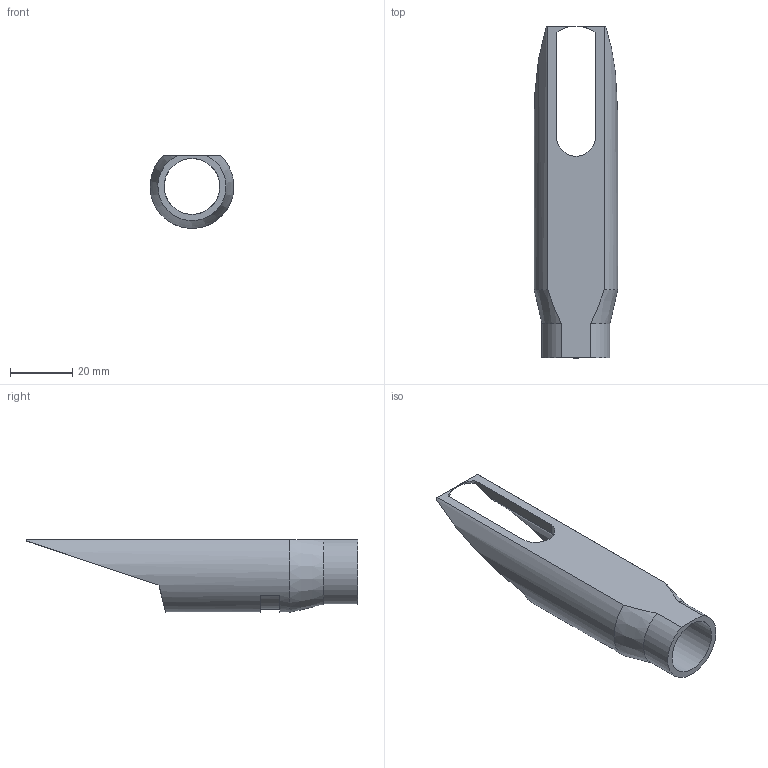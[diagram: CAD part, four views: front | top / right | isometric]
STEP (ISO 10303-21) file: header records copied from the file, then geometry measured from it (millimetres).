
FILE_DESCRIPTION(/* description */ (''),/* implementation_level */ '2;1');
FILE_NAME(/* name */ 'mouthpiece v1.step',/* time_stamp */ '2021-06-16T06:29:08-04:00',/* author */ (''),/* organization */ (''),/* preprocessor_version */ 'ST-DEVELOPER v18.1',/* originating_system */ 'Autodesk Translation Framework v10.9.0.1377',/* authorisation */ '');
FILE_SCHEMA (('AUTOMOTIVE_DESIGN { 1 0 10303 214 3 1 1 }'));
Length unit declared in the file: millimetre
Products named in the file (1): mouthpiece
Bounding box: 26.99 x 107 x 23.44 mm (x, y, z)
Volume: 17785 mm3; surface area: 11166.5 mm2
Topology: 1 solids, 1 shells, 21 faces, 57 edges, 36 vertices
Faces by surface type: plane 13, cylinder 7, cone 1
Full cylindrical faces by diameter (mm): 18 x1
Entity records: 733 total; most frequent: CARTESIAN_POINT 160, ORIENTED_EDGE 114, DIRECTION 114, EDGE_CURVE 57, AXIS2_PLACEMENT_3D 42, VERTEX_POINT 36, LINE 30, VECTOR 30
